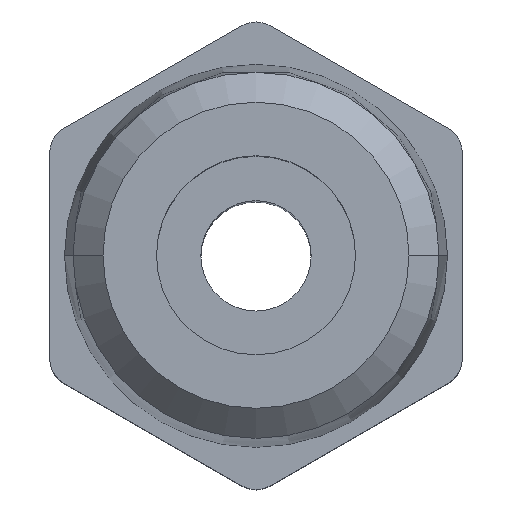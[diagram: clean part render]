
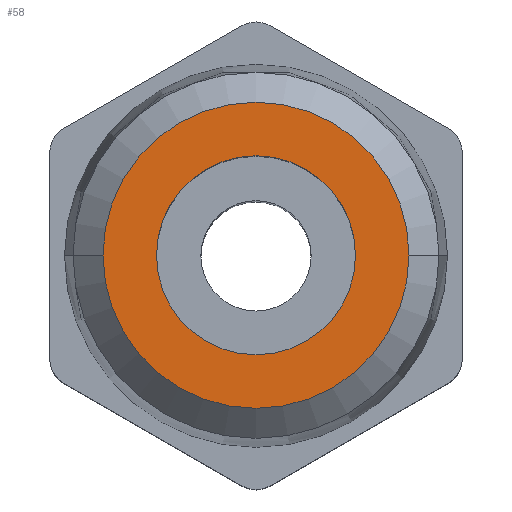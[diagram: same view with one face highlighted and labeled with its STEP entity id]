
A CAD part, top view. The second image highlights one B-rep face of the part: STEP entity #58.
In plain terms, the highlighted planar face has unit normal (0, 0, 1).
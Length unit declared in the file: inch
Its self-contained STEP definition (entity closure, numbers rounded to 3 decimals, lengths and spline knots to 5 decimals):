
#17 = CIRCLE ( 'NONE', #615, 0.16227 ) ;
#34 = ORIENTED_EDGE ( 'NONE', *, *, #163, .T. ) ;
#58 = ADVANCED_FACE ( 'NONE', ( #722, #697 ), #547, .T. ) ;
#97 = CIRCLE ( 'NONE', #694, 0.1055 ) ;
#102 = VERTEX_POINT ( 'NONE', #716 ) ;
#112 = DIRECTION ( 'NONE',  ( 1., 0., 0. ) ) ;
#122 = EDGE_CURVE ( 'NONE', #102, #692, #396, .T. ) ;
#123 = CARTESIAN_POINT ( 'NONE',  ( 0., 0., 0.426 ) ) ;
#134 = CIRCLE ( 'NONE', #259, 0.16227 ) ;
#147 = CARTESIAN_POINT ( 'NONE',  ( 0., 0., 0.426 ) ) ;
#153 = ORIENTED_EDGE ( 'NONE', *, *, #242, .T. ) ;
#163 = EDGE_CURVE ( 'NONE', #619, #715, #17, .T. ) ;
#169 = CARTESIAN_POINT ( 'NONE',  ( -0.16227, 0., 0.426 ) ) ;
#188 = AXIS2_PLACEMENT_3D ( 'NONE', #1038, #630, #112 ) ;
#211 = DIRECTION ( 'NONE',  ( 1., 0., 0. ) ) ;
#236 = DIRECTION ( 'NONE',  ( 1., 0., 0. ) ) ;
#242 = EDGE_CURVE ( 'NONE', #715, #619, #134, .T. ) ;
#256 = CARTESIAN_POINT ( 'NONE',  ( 0.1055, 0., 0.426 ) ) ;
#259 = AXIS2_PLACEMENT_3D ( 'NONE', #828, #324, #912 ) ;
#296 = ORIENTED_EDGE ( 'NONE', *, *, #122, .F. ) ;
#310 = DIRECTION ( 'NONE',  ( 0., 0., 1. ) ) ;
#324 = DIRECTION ( 'NONE',  ( 0., 0., 1. ) ) ;
#335 = EDGE_LOOP ( 'NONE', ( #898, #296 ) ) ;
#396 = CIRCLE ( 'NONE', #840, 0.1055 ) ;
#420 = CARTESIAN_POINT ( 'NONE',  ( 0.16227, 0., 0.426 ) ) ;
#535 = EDGE_CURVE ( 'NONE', #692, #102, #97, .T. ) ;
#547 = PLANE ( 'NONE',  #188 ) ;
#615 = AXIS2_PLACEMENT_3D ( 'NONE', #811, #310, #899 ) ;
#619 = VERTEX_POINT ( 'NONE', #420 ) ;
#630 = DIRECTION ( 'NONE',  ( 0., 0., 1. ) ) ;
#692 = VERTEX_POINT ( 'NONE', #256 ) ;
#694 = AXIS2_PLACEMENT_3D ( 'NONE', #147, #747, #236 ) ;
#697 = FACE_OUTER_BOUND ( 'NONE', #939, .T. ) ;
#715 = VERTEX_POINT ( 'NONE', #169 ) ;
#716 = CARTESIAN_POINT ( 'NONE',  ( -0.1055, 0., 0.426 ) ) ;
#722 = FACE_BOUND ( 'NONE', #335, .T. ) ;
#727 = DIRECTION ( 'NONE',  ( 0., 0., 1. ) ) ;
#747 = DIRECTION ( 'NONE',  ( 0., 0., 1. ) ) ;
#811 = CARTESIAN_POINT ( 'NONE',  ( 0., 0., 0.426 ) ) ;
#828 = CARTESIAN_POINT ( 'NONE',  ( 0., 0., 0.426 ) ) ;
#840 = AXIS2_PLACEMENT_3D ( 'NONE', #123, #727, #211 ) ;
#898 = ORIENTED_EDGE ( 'NONE', *, *, #535, .F. ) ;
#899 = DIRECTION ( 'NONE',  ( 1., 0., 0. ) ) ;
#912 = DIRECTION ( 'NONE',  ( 1., 0., 0. ) ) ;
#939 = EDGE_LOOP ( 'NONE', ( #153, #34 ) ) ;
#1038 = CARTESIAN_POINT ( 'NONE',  ( 0., 0., 0.426 ) ) ;
